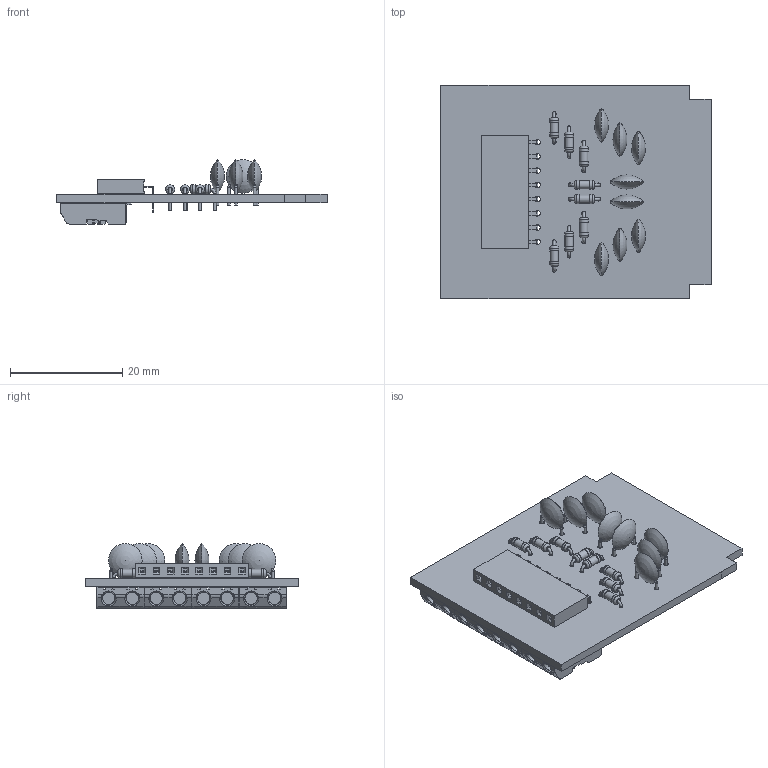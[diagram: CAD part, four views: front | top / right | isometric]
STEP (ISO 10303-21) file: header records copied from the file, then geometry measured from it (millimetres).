
FILE_DESCRIPTION(('KiCad electronic assembly'),'2;1');
FILE_NAME('OUTPUTS.step','2025-06-18T11:25:52',('Pcbnew'),('Kicad'), 'Open CASCADE STEP processor 7.8','KiCad to STEP converter','Unknown' );
FILE_SCHEMA(('AUTOMOTIVE_DESIGN { 1 0 10303 214 1 1 1 1 }'));
Length unit declared in the file: millimetre
Products named in the file (8): OUTPUTS 1; R_Axial_DIN0204_L3.6mm_D1.6mm_P5.08mm_Horizontal; C_Disc_D6.0mm_W2.5mm_P5.00mm; PinSocket_1x08_P2.54mm_Horizontal; 104238-0210; SOLID; COMPOUND; ml-hardware_PCB
Assembly tree (24 placements, depth 3):
  OUTPUTS 1
    R_Axial_DIN0204_L3.6mm_D1.6mm_P5.08mm_Horizontal  x8
    C_Disc_D6.0mm_W2.5mm_P5.00mm  x8
    PinSocket_1x08_P2.54mm_Horizontal
    104238-0210  x4
      SOLID
      COMPOUND
    ml-hardware_PCB
Bounding box: 48.21 x 38.1 x 11.56 mm (x, y, z)
Volume: 4711.6 mm3; surface area: 7427 mm2
Topology: 22 solids, 22 shells, 1610 faces, 4430 edges, 2980 vertices
Faces by surface type: bspline 1092, plane 310, cylinder 144, torus 32, revolution 16, sphere 16
Full cylindrical faces by diameter (mm): 0.5 x32, 0.7 x16, 0.8 x16, 1 x8, 1.44 x8, 1.6 x16
Entity records: 23304 total; most frequent: CARTESIAN_POINT 7019, ORIENTED_EDGE 3290, DIRECTION 1707, EDGE_CURVE 1645, VERTEX_POINT 1077, LINE 711, VECTOR 711, FACE_BOUND 706
